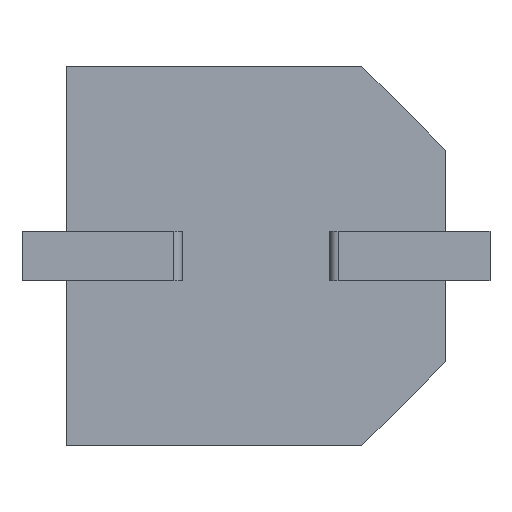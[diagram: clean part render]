
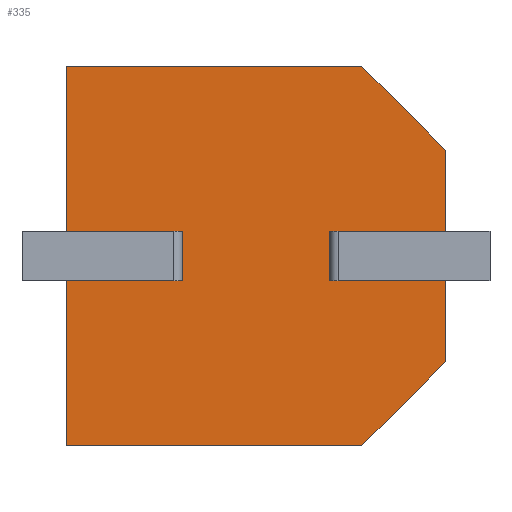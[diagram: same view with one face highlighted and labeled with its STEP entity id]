
A CAD part, front view. The second image highlights one B-rep face of the part: STEP entity #335.
In plain terms, the highlighted planar face has unit normal (0, -1, 0).
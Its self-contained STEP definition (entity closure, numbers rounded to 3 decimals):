
#29 = ORIENTED_EDGE ( 'NONE', *, *, #607, .T. ) ;
#52 = CARTESIAN_POINT ( 'NONE',  ( 0., 0., 0. ) ) ;
#58 = EDGE_CURVE ( 'NONE', #2005, #422, #2367, .T. ) ;
#142 = CARTESIAN_POINT ( 'NONE',  ( 0., 0., -8.5 ) ) ;
#159 = ORIENTED_EDGE ( 'NONE', *, *, #2784, .F. ) ;
#160 = CARTESIAN_POINT ( 'NONE',  ( 8.5, 0., -1.874 ) ) ;
#266 = DIRECTION ( 'NONE',  ( 0., 0., -1. ) ) ;
#279 = CARTESIAN_POINT ( 'NONE',  ( 2.6, 0., -4.8 ) ) ;
#285 = ORIENTED_EDGE ( 'NONE', *, *, #1054, .T. ) ;
#287 = ORIENTED_EDGE ( 'NONE', *, *, #2516, .F. ) ;
#328 = CARTESIAN_POINT ( 'NONE',  ( 0., 0., -8.5 ) ) ;
#329 = ORIENTED_EDGE ( 'NONE', *, *, #651, .T. ) ;
#335 = ADVANCED_FACE ( 'NONE', ( #3275 ), #1318, .F. ) ;
#414 = DIRECTION ( 'NONE',  ( 0., 0., -1. ) ) ;
#422 = VERTEX_POINT ( 'NONE', #1687 ) ;
#423 = CARTESIAN_POINT ( 'NONE',  ( 8.5, 0., -6.626 ) ) ;
#439 = CARTESIAN_POINT ( 'NONE',  ( 8.5, 0., 0. ) ) ;
#607 = EDGE_CURVE ( 'NONE', #2416, #820, #3312, .T. ) ;
#651 = EDGE_CURVE ( 'NONE', #1935, #1648, #3268, .T. ) ;
#676 = VERTEX_POINT ( 'NONE', #2503 ) ;
#688 = DIRECTION ( 'NONE',  ( 0., 0., -1. ) ) ;
#692 = CARTESIAN_POINT ( 'NONE',  ( 0., 0., 0. ) ) ;
#765 = VECTOR ( 'NONE', #1698, 1000. ) ;
#820 = VERTEX_POINT ( 'NONE', #989 ) ;
#876 = LINE ( 'NONE', #3293, #3223 ) ;
#877 = CARTESIAN_POINT ( 'NONE',  ( 2.6, 0., -4.8 ) ) ;
#886 = CARTESIAN_POINT ( 'NONE',  ( 2.6, 0., -4.8 ) ) ;
#928 = DIRECTION ( 'NONE',  ( 0.707, 0., 0.707 ) ) ;
#973 = LINE ( 'NONE', #2241, #1774 ) ;
#989 = CARTESIAN_POINT ( 'NONE',  ( 6.626, 0., 0. ) ) ;
#1003 = VERTEX_POINT ( 'NONE', #279 ) ;
#1004 = CARTESIAN_POINT ( 'NONE',  ( 6.626, 0., -8.5 ) ) ;
#1009 = EDGE_CURVE ( 'NONE', #1369, #820, #2561, .T. ) ;
#1029 = EDGE_CURVE ( 'NONE', #1003, #676, #2250, .T. ) ;
#1051 = ORIENTED_EDGE ( 'NONE', *, *, #1490, .T. ) ;
#1054 = EDGE_CURVE ( 'NONE', #3424, #2443, #876, .T. ) ;
#1138 = CARTESIAN_POINT ( 'NONE',  ( 0., 0., -4.8 ) ) ;
#1187 = VECTOR ( 'NONE', #2218, 1000. ) ;
#1223 = CARTESIAN_POINT ( 'NONE',  ( 0., 0., 0. ) ) ;
#1287 = CARTESIAN_POINT ( 'NONE',  ( 8.5, 0., 0. ) ) ;
#1306 = CARTESIAN_POINT ( 'NONE',  ( 5.9, 0., -3.7 ) ) ;
#1318 = PLANE ( 'NONE',  #2547 ) ;
#1369 = VERTEX_POINT ( 'NONE', #52 ) ;
#1399 = VECTOR ( 'NONE', #928, 1000. ) ;
#1421 = DIRECTION ( 'NONE',  ( 1., 0., 0. ) ) ;
#1446 = DIRECTION ( 'NONE',  ( 1., 0., 0. ) ) ;
#1484 = VERTEX_POINT ( 'NONE', #1754 ) ;
#1490 = EDGE_CURVE ( 'NONE', #1800, #1935, #1894, .T. ) ;
#1491 = ORIENTED_EDGE ( 'NONE', *, *, #1940, .T. ) ;
#1508 = CARTESIAN_POINT ( 'NONE',  ( 5.9, 0., -4.8 ) ) ;
#1540 = VERTEX_POINT ( 'NONE', #3421 ) ;
#1561 = EDGE_CURVE ( 'NONE', #1484, #3424, #2418, .T. ) ;
#1648 = VERTEX_POINT ( 'NONE', #1004 ) ;
#1650 = CARTESIAN_POINT ( 'NONE',  ( 0., 0., 0. ) ) ;
#1651 = VECTOR ( 'NONE', #688, 1000. ) ;
#1663 = VECTOR ( 'NONE', #3441, 1000. ) ;
#1664 = DIRECTION ( 'NONE',  ( 1., 0., 0. ) ) ;
#1687 = CARTESIAN_POINT ( 'NONE',  ( 8.5, 0., -6.626 ) ) ;
#1697 = LINE ( 'NONE', #1223, #1651 ) ;
#1698 = DIRECTION ( 'NONE',  ( 0., 0., 1. ) ) ;
#1712 = CARTESIAN_POINT ( 'NONE',  ( 5.9, 0., -4.8 ) ) ;
#1754 = CARTESIAN_POINT ( 'NONE',  ( 5.9, 0., -4.8 ) ) ;
#1774 = VECTOR ( 'NONE', #2500, 1000. ) ;
#1781 = ORIENTED_EDGE ( 'NONE', *, *, #1987, .T. ) ;
#1800 = VERTEX_POINT ( 'NONE', #1138 ) ;
#1830 = VECTOR ( 'NONE', #1421, 1000. ) ;
#1894 = LINE ( 'NONE', #692, #2833 ) ;
#1909 = DIRECTION ( 'NONE',  ( 0., 1., 0. ) ) ;
#1927 = EDGE_LOOP ( 'NONE', ( #159, #2501, #285, #287, #29, #2239, #1781, #2960, #2052, #2735, #1051, #329, #1491, #2408 ) ) ;
#1930 = CARTESIAN_POINT ( 'NONE',  ( 0., 0., 0. ) ) ;
#1935 = VERTEX_POINT ( 'NONE', #142 ) ;
#1940 = EDGE_CURVE ( 'NONE', #1648, #422, #2157, .T. ) ;
#1987 = EDGE_CURVE ( 'NONE', #1369, #1540, #1697, .T. ) ;
#2005 = VERTEX_POINT ( 'NONE', #2053 ) ;
#2042 = CARTESIAN_POINT ( 'NONE',  ( 8.5, 0., -3.7 ) ) ;
#2052 = ORIENTED_EDGE ( 'NONE', *, *, #1029, .F. ) ;
#2053 = CARTESIAN_POINT ( 'NONE',  ( 8.5, 0., -4.8 ) ) ;
#2157 = LINE ( 'NONE', #423, #1399 ) ;
#2178 = VECTOR ( 'NONE', #2731, 1000. ) ;
#2194 = CARTESIAN_POINT ( 'NONE',  ( 6.626, 0., 0. ) ) ;
#2218 = DIRECTION ( 'NONE',  ( 1., 0., 0. ) ) ;
#2227 = DIRECTION ( 'NONE',  ( 0., 0., 1. ) ) ;
#2239 = ORIENTED_EDGE ( 'NONE', *, *, #1009, .F. ) ;
#2241 = CARTESIAN_POINT ( 'NONE',  ( 2.6, 0., -3.7 ) ) ;
#2250 = LINE ( 'NONE', #877, #765 ) ;
#2266 = VECTOR ( 'NONE', #2802, 1000. ) ;
#2336 = DIRECTION ( 'NONE',  ( 0., 0., -1. ) ) ;
#2367 = LINE ( 'NONE', #439, #3458 ) ;
#2408 = ORIENTED_EDGE ( 'NONE', *, *, #58, .F. ) ;
#2416 = VERTEX_POINT ( 'NONE', #160 ) ;
#2418 = LINE ( 'NONE', #1508, #1663 ) ;
#2443 = VERTEX_POINT ( 'NONE', #2042 ) ;
#2477 = VECTOR ( 'NONE', #266, 1000. ) ;
#2500 = DIRECTION ( 'NONE',  ( -1., 0., 0. ) ) ;
#2501 = ORIENTED_EDGE ( 'NONE', *, *, #1561, .T. ) ;
#2503 = CARTESIAN_POINT ( 'NONE',  ( 2.6, 0., -3.7 ) ) ;
#2516 = EDGE_CURVE ( 'NONE', #2416, #2443, #3364, .T. ) ;
#2547 = AXIS2_PLACEMENT_3D ( 'NONE', #1650, #1909, #2227 ) ;
#2561 = LINE ( 'NONE', #1930, #1830 ) ;
#2689 = EDGE_CURVE ( 'NONE', #676, #1540, #973, .T. ) ;
#2721 = LINE ( 'NONE', #886, #2266 ) ;
#2731 = DIRECTION ( 'NONE',  ( -0.707, 0., 0.707 ) ) ;
#2735 = ORIENTED_EDGE ( 'NONE', *, *, #3148, .T. ) ;
#2784 = EDGE_CURVE ( 'NONE', #1484, #2005, #3147, .T. ) ;
#2800 = VECTOR ( 'NONE', #1446, 1000. ) ;
#2802 = DIRECTION ( 'NONE',  ( -1., 0., 0. ) ) ;
#2833 = VECTOR ( 'NONE', #414, 1000. ) ;
#2960 = ORIENTED_EDGE ( 'NONE', *, *, #2689, .F. ) ;
#3147 = LINE ( 'NONE', #1712, #2800 ) ;
#3148 = EDGE_CURVE ( 'NONE', #1003, #1800, #2721, .T. ) ;
#3223 = VECTOR ( 'NONE', #1664, 1000. ) ;
#3268 = LINE ( 'NONE', #328, #1187 ) ;
#3275 = FACE_OUTER_BOUND ( 'NONE', #1927, .T. ) ;
#3293 = CARTESIAN_POINT ( 'NONE',  ( 5.9, 0., -3.7 ) ) ;
#3312 = LINE ( 'NONE', #2194, #2178 ) ;
#3364 = LINE ( 'NONE', #1287, #2477 ) ;
#3421 = CARTESIAN_POINT ( 'NONE',  ( 0., 0., -3.7 ) ) ;
#3424 = VERTEX_POINT ( 'NONE', #1306 ) ;
#3441 = DIRECTION ( 'NONE',  ( 0., 0., 1. ) ) ;
#3458 = VECTOR ( 'NONE', #2336, 1000. ) ;
